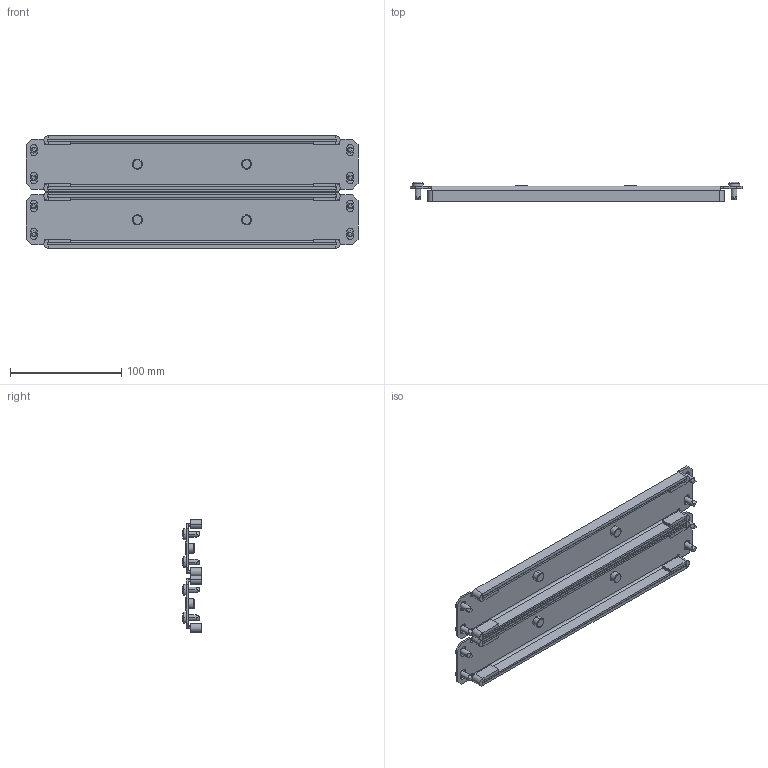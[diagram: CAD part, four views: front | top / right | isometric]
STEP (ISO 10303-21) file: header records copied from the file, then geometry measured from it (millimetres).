
FILE_DESCRIPTION (( 'STEP AP203' ), '1' );
FILE_NAME ('UR47200504000 Ïàíåëü îñíîâàíèÿ ãëóõàÿ ñðåäíÿÿ 50ìì RS52 00.40 (2 øò) (000.801.472).STEP', '2022-04-15T12:29:20', ( '' ), ( '' ), 'SwSTEP 2.0', 'SolidWorks 2017', '' );
FILE_SCHEMA (( 'CONFIG_CONTROL_DESIGN' ));
Length unit declared in the file: millimetre
Products named in the file (6): 000.130.425_èçì.1 Ïàíåëü îñíîâàíèÿ 50 ìì RS52_00 (00.40); 003-471 Ïàíåëü îñíîâàíèÿ 50 ìì RS52_00 (00.40); Óïëîòíèòåëü 3õ10 ïàíåëåé îñíîâàíèÿ LC3 00.80_00 (00.40); UR47200504000 Ïàíåëü îñíîâàíèÿ ãëóõàÿ ñðåäíÿÿ 50ìì RS52 00.40 (2 øò) (000.801.472); ч蜱齁罻 ST-9; Âèíò DIN 7500 C TORX_Œ5å12
Assembly tree (15 placements, depth 3):
  UR47200504000 Ïàíåëü îñíîâàíèÿ ãëóõàÿ ñðåäíÿÿ 50ìì RS52 00.40 (2 øò) (000.801.472)
    000.130.425_èçì.1 Ïàíåëü îñíîâàíèÿ 50 ìì RS52_00 (00.40)  x2
      003-471 Ïàíåëü îñíîâàíèÿ 50 ìì RS52_00 (00.40)
      Óïëîòíèòåëü 3õ10 ïàíåëåé îñíîâàíèÿ LC3 00.80_00 (00.40)
      ч蜱齁罻 ST-9
    Âèíò DIN 7500 C TORX_Œ5å12  x8
Bounding box: 298 x 17.69 x 101 mm (x, y, z)
Volume: 116047.3 mm3; surface area: 116791.6 mm2
Topology: 18 solids, 18 shells, 632 faces, 1588 edges, 1008 vertices
Faces by surface type: plane 308, cylinder 236, cone 40, torus 32, sphere 16
Entity records: 5452 total; most frequent: CARTESIAN_POINT 892, DIRECTION 813, ORIENTED_EDGE 740, EDGE_CURVE 370, AXIS2_PLACEMENT_3D 299, VERTEX_POINT 232, LINE 215, VECTOR 215
